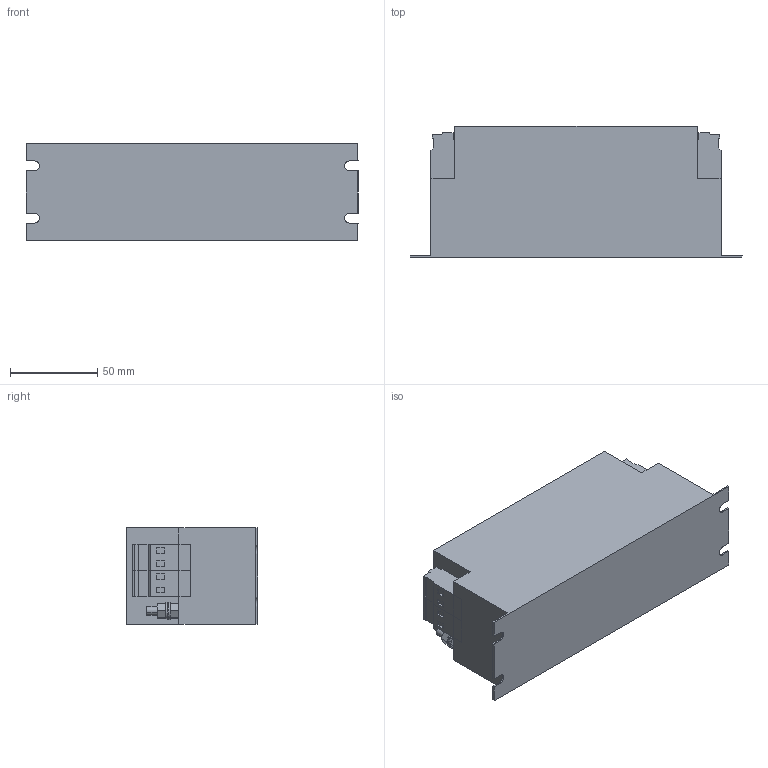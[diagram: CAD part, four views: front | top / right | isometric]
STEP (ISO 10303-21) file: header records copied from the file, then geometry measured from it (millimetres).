
FILE_DESCRIPTION (( 'STEP AP214' ), '1' );
FILE_NAME ('194690.STEP', '2023-11-16T13:13:08', ( '' ), ( '' ), 'SwSTEP 2.0', 'SolidWorks 2022', '' );
FILE_SCHEMA (( 'AUTOMOTIVE_DESIGN' ));
Length unit declared in the file: millimetre
Products named in the file (1): 194690
Bounding box: 190 x 75.05 x 55 mm (x, y, z)
Volume: 663196.8 mm3; surface area: 55400.7 mm2
Topology: 1 solids, 1 shells, 271 faces, 654 edges, 420 vertices
Faces by surface type: plane 227, cylinder 44
Entity records: 7810 total; most frequent: CARTESIAN_POINT 1346, DIRECTION 1310, ORIENTED_EDGE 1308, EDGE_CURVE 654, VECTOR 542, LINE 542, VERTEX_POINT 420, AXIS2_PLACEMENT_3D 384
